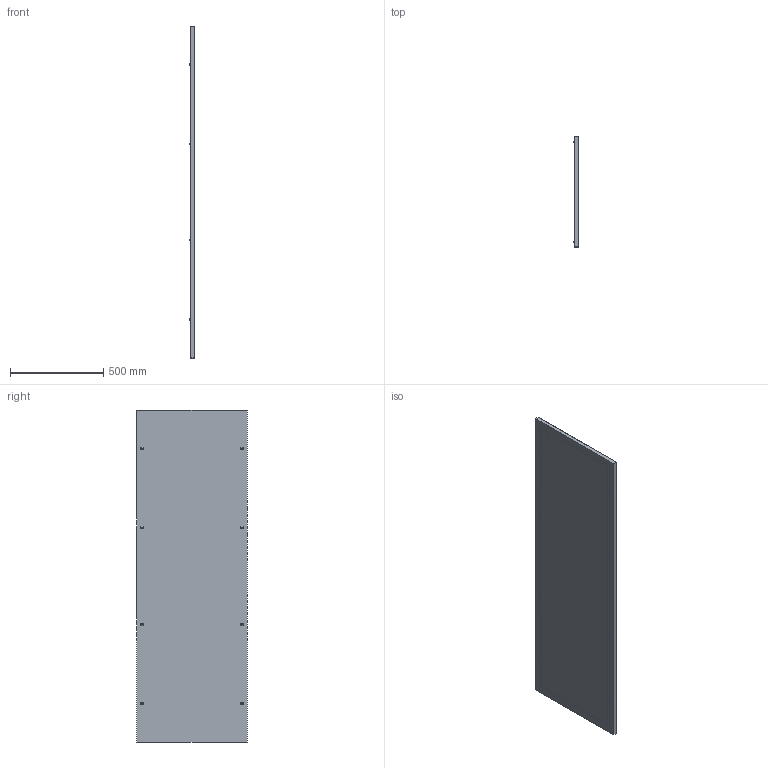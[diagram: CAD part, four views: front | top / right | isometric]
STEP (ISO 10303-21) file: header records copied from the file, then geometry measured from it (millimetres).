
FILE_DESCRIPTION (( 'STEP AP203' ), '1' );
FILE_NAME ('RPE186.step', '2021-06-30T17:20:01', ( 'ADC123' ), ( 'Microsoft' ), 'SwSTEP 2.0', 'SolidWorks 2021', '' );
FILE_SCHEMA (( 'CONFIG_CONTROL_DESIGN' ));
Length unit declared in the file: inch
Products named in the file (1): RPE186
Bounding box: 25.2 x 593 x 1784 mm (x, y, z)
Volume: 2094560.2 mm3; surface area: 2486075 mm2
Topology: 15 solids, 15 shells, 311 faces, 760 edges, 506 vertices
Faces by surface type: plane 157, cylinder 128, bspline 16, cone 10
Full cylindrical faces by diameter (mm): 6 x10, 7 x2, 9 x8, 14 x8
Entity records: 10873 total; most frequent: CARTESIAN_POINT 3532, DIRECTION 1532, ORIENTED_EDGE 1412, EDGE_CURVE 706, AXIS2_PLACEMENT_3D 554, VERTEX_POINT 498, LINE 424, VECTOR 424
